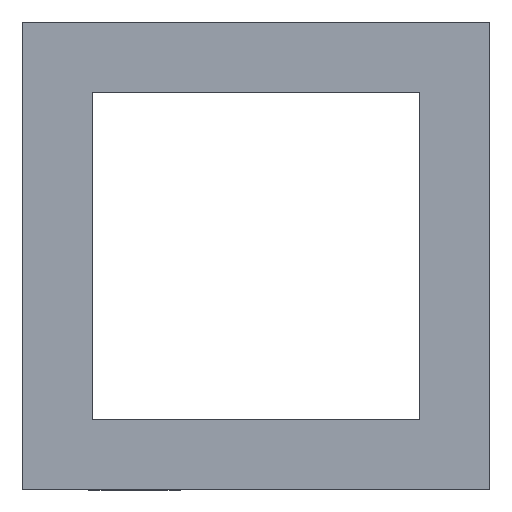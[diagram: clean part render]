
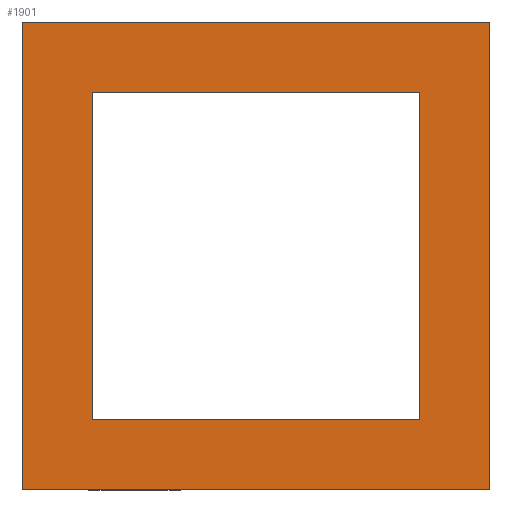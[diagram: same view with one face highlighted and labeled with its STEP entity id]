
A CAD part, left-side view. The second image highlights one B-rep face of the part: STEP entity #1901.
In plain terms, the highlighted planar face has unit normal (-1, 0, 0).
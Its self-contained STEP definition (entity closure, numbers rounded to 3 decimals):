
#62=FACE_BOUND('',#440,.T.);
#299=FACE_OUTER_BOUND('',#439,.T.);
#439=EDGE_LOOP('',(#1749,#1750,#1751,#1752));
#440=EDGE_LOOP('',(#1753,#1754,#1755,#1756));
#496=LINE('',#2804,#670);
#541=LINE('',#2970,#715);
#548=LINE('',#2995,#722);
#567=LINE('',#3033,#741);
#605=LINE('',#3165,#779);
#609=LINE('',#3173,#783);
#612=LINE('',#3179,#786);
#615=LINE('',#3184,#789);
#670=VECTOR('',#2245,10.);
#715=VECTOR('',#2420,10.);
#722=VECTOR('',#2443,10.);
#741=VECTOR('',#2476,10.);
#779=VECTOR('',#2638,10.);
#783=VECTOR('',#2644,10.);
#786=VECTOR('',#2649,10.);
#789=VECTOR('',#2654,10.);
#837=VERTEX_POINT('',#2801);
#838=VERTEX_POINT('',#2803);
#893=VERTEX_POINT('',#2967);
#894=VERTEX_POINT('',#2969);
#947=VERTEX_POINT('',#3163);
#948=VERTEX_POINT('',#3164);
#951=VERTEX_POINT('',#3172);
#953=VERTEX_POINT('',#3178);
#1026=EDGE_CURVE('',#838,#837,#496,.F.);
#1113=EDGE_CURVE('',#894,#893,#541,.F.);
#1126=EDGE_CURVE('',#837,#894,#548,.F.);
#1145=EDGE_CURVE('',#893,#838,#567,.F.);
#1213=EDGE_CURVE('',#947,#948,#605,.T.);
#1217=EDGE_CURVE('',#948,#951,#609,.T.);
#1220=EDGE_CURVE('',#951,#953,#612,.T.);
#1223=EDGE_CURVE('',#953,#947,#615,.T.);
#1749=ORIENTED_EDGE('',*,*,#1223,.T.);
#1750=ORIENTED_EDGE('',*,*,#1213,.T.);
#1751=ORIENTED_EDGE('',*,*,#1217,.T.);
#1752=ORIENTED_EDGE('',*,*,#1220,.T.);
#1753=ORIENTED_EDGE('',*,*,#1126,.T.);
#1754=ORIENTED_EDGE('',*,*,#1113,.T.);
#1755=ORIENTED_EDGE('',*,*,#1145,.T.);
#1756=ORIENTED_EDGE('',*,*,#1026,.T.);
#1808=PLANE('',#2104);
#1901=ADVANCED_FACE('',(#299,#62),#1808,.T.);
#2104=AXIS2_PLACEMENT_3D('',#3186,#2656,#2657);
#2245=DIRECTION('',(0.,-1.,0.));
#2420=DIRECTION('',(0.,1.,0.));
#2443=DIRECTION('',(0.,0.,-1.));
#2476=DIRECTION('',(0.,0.,1.));
#2638=DIRECTION('',(0.,1.,0.));
#2644=DIRECTION('',(0.,0.,-1.));
#2649=DIRECTION('',(0.,-1.,0.));
#2654=DIRECTION('',(0.,0.,1.));
#2656=DIRECTION('center_axis',(-1.,0.,0.));
#2657=DIRECTION('ref_axis',(0.,-1.,0.));
#2801=CARTESIAN_POINT('',(-220.,65.262,38.));
#2803=CARTESIAN_POINT('',(-220.,51.262,38.));
#2804=CARTESIAN_POINT('',(-220.,62.762,38.));
#2967=CARTESIAN_POINT('',(-220.,51.262,52.));
#2969=CARTESIAN_POINT('',(-220.,65.262,52.));
#2970=CARTESIAN_POINT('',(-220.,53.762,52.));
#2995=CARTESIAN_POINT('',(-220.,65.262,49.5));
#3033=CARTESIAN_POINT('',(-220.,51.262,40.5));
#3163=CARTESIAN_POINT('',(-220.,48.262,55.));
#3164=CARTESIAN_POINT('',(-220.,68.262,55.));
#3165=CARTESIAN_POINT('',(-220.,48.262,55.));
#3172=CARTESIAN_POINT('',(-220.,68.262,35.));
#3173=CARTESIAN_POINT('',(-220.,68.262,55.));
#3178=CARTESIAN_POINT('',(-220.,48.262,35.));
#3179=CARTESIAN_POINT('',(-220.,68.262,35.));
#3184=CARTESIAN_POINT('',(-220.,48.262,35.));
#3186=CARTESIAN_POINT('Origin',(-220.,58.262,45.));
